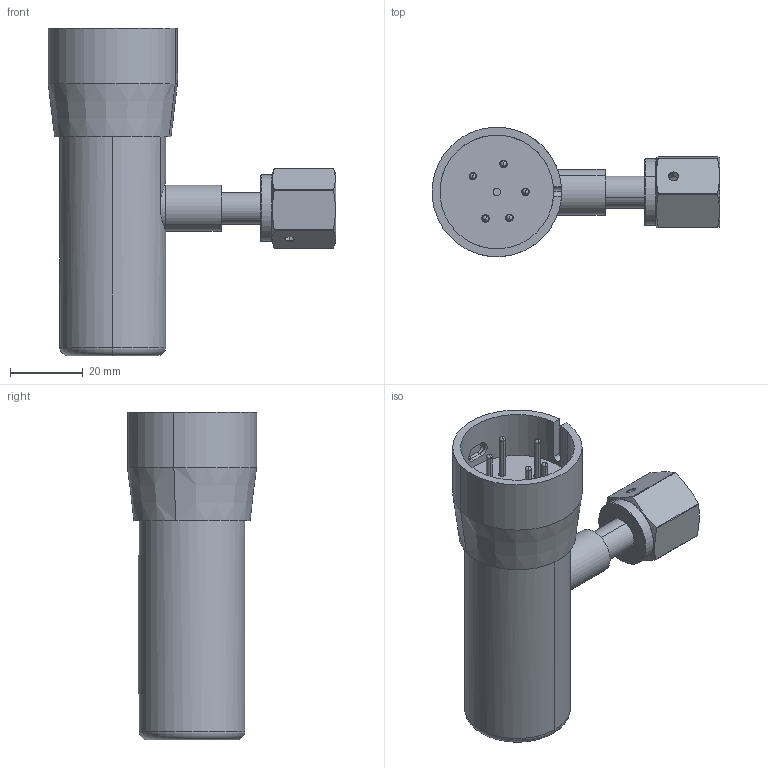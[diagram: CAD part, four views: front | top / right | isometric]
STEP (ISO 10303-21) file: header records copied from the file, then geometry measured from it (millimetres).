
FILE_DESCRIPTION (( 'STEP AP214' ), '1' );
FILE_NAME ('352-505 PGE050 4VCR.STEP', '2022-08-23T20:45:44', ( '' ), ( '' ), 'SwSTEP 2.0', 'SolidWorks 2021', '' );
FILE_SCHEMA (( 'AUTOMOTIVE_DESIGN' ));
Length unit declared in the file: millimetre
Products named in the file (1): 352-505 PGE050 4VCR
Bounding box: 78.96 x 35.48 x 89.94 mm (x, y, z)
Surface area: 22320.8 mm2 (no closed solid volume)
Topology: 0 solids, 14 shells, 156 faces, 460 edges, 301 vertices
Faces by surface type: cylinder 70, plane 36, cone 20, sphere 10, bspline 10, torus 10
Entity records: 7772 total; most frequent: CARTESIAN_POINT 2097, DIRECTION 845, ORIENTED_EDGE 744, EDGE_CURVE 440, AXIS2_PLACEMENT_3D 344, VERTEX_POINT 291, CIRCLE 197, EDGE_LOOP 174
